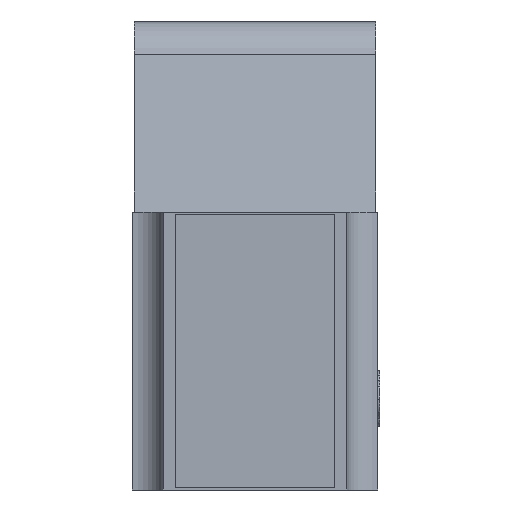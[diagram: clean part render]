
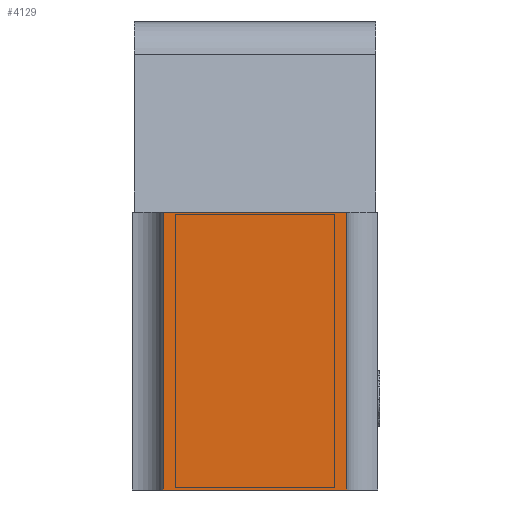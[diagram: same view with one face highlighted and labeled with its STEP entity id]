
A CAD part, left-side view. The second image highlights one B-rep face of the part: STEP entity #4129.
In plain terms, the highlighted planar face has unit normal (-1, 0, 0).
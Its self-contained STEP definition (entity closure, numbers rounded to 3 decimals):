
#46 = VECTOR ( 'NONE', #840, 1000. ) ;
#345 = EDGE_LOOP ( 'NONE', ( #14470, #4781, #11471, #8516 ) ) ;
#456 = DIRECTION ( 'NONE',  ( 0., 0., -1. ) ) ;
#764 = LINE ( 'NONE', #7978, #46 ) ;
#840 = DIRECTION ( 'NONE',  ( 0., 1., 0. ) ) ;
#931 = DIRECTION ( 'NONE',  ( -1., 0., 0. ) ) ;
#935 = CARTESIAN_POINT ( 'NONE',  ( -0.825, 0.225, -0.005 ) ) ;
#2985 = VECTOR ( 'NONE', #12317, 1000. ) ;
#3032 = VECTOR ( 'NONE', #8403, 1000. ) ;
#3504 = CARTESIAN_POINT ( 'NONE',  ( -0.825, 0.225, -0.005 ) ) ;
#4021 = CARTESIAN_POINT ( 'NONE',  ( -0.825, 0.225, 0.675 ) ) ;
#4046 = FACE_OUTER_BOUND ( 'NONE', #345, .T. ) ;
#4129 = ADVANCED_FACE ( 'NONE', ( #4046 ), #4131, .T. ) ;
#4131 = PLANE ( 'NONE',  #12805 ) ;
#4486 = DIRECTION ( 'NONE',  ( 0., 0., 1. ) ) ;
#4781 = ORIENTED_EDGE ( 'NONE', *, *, #10277, .F. ) ;
#4826 = LINE ( 'NONE', #8492, #2985 ) ;
#5015 = CARTESIAN_POINT ( 'NONE',  ( -0.825, 0.225, 0.675 ) ) ;
#7978 = CARTESIAN_POINT ( 'NONE',  ( -0.825, 0.225, 0.675 ) ) ;
#8159 = CARTESIAN_POINT ( 'NONE',  ( -0.825, 0.225, 0.675 ) ) ;
#8403 = DIRECTION ( 'NONE',  ( 0., 1., 0. ) ) ;
#8492 = CARTESIAN_POINT ( 'NONE',  ( -0.825, -0.225, 0.675 ) ) ;
#8516 = ORIENTED_EDGE ( 'NONE', *, *, #8791, .T. ) ;
#8791 = EDGE_CURVE ( 'NONE', #9843, #12413, #11250, .T. ) ;
#9009 = VERTEX_POINT ( 'NONE', #13557 ) ;
#9615 = EDGE_CURVE ( 'NONE', #9009, #9843, #764, .T. ) ;
#9843 = VERTEX_POINT ( 'NONE', #5015 ) ;
#10277 = EDGE_CURVE ( 'NONE', #9009, #13728, #4826, .T. ) ;
#11250 = LINE ( 'NONE', #4021, #11663 ) ;
#11471 = ORIENTED_EDGE ( 'NONE', *, *, #9615, .T. ) ;
#11663 = VECTOR ( 'NONE', #456, 1000. ) ;
#12317 = DIRECTION ( 'NONE',  ( 0., 0., -1. ) ) ;
#12413 = VERTEX_POINT ( 'NONE', #3504 ) ;
#12614 = EDGE_CURVE ( 'NONE', #13728, #12413, #14538, .T. ) ;
#12805 = AXIS2_PLACEMENT_3D ( 'NONE', #8159, #931, #4486 ) ;
#13557 = CARTESIAN_POINT ( 'NONE',  ( -0.825, -0.225, 0.675 ) ) ;
#13728 = VERTEX_POINT ( 'NONE', #14529 ) ;
#14470 = ORIENTED_EDGE ( 'NONE', *, *, #12614, .F. ) ;
#14529 = CARTESIAN_POINT ( 'NONE',  ( -0.825, -0.225, -0.005 ) ) ;
#14538 = LINE ( 'NONE', #935, #3032 ) ;
